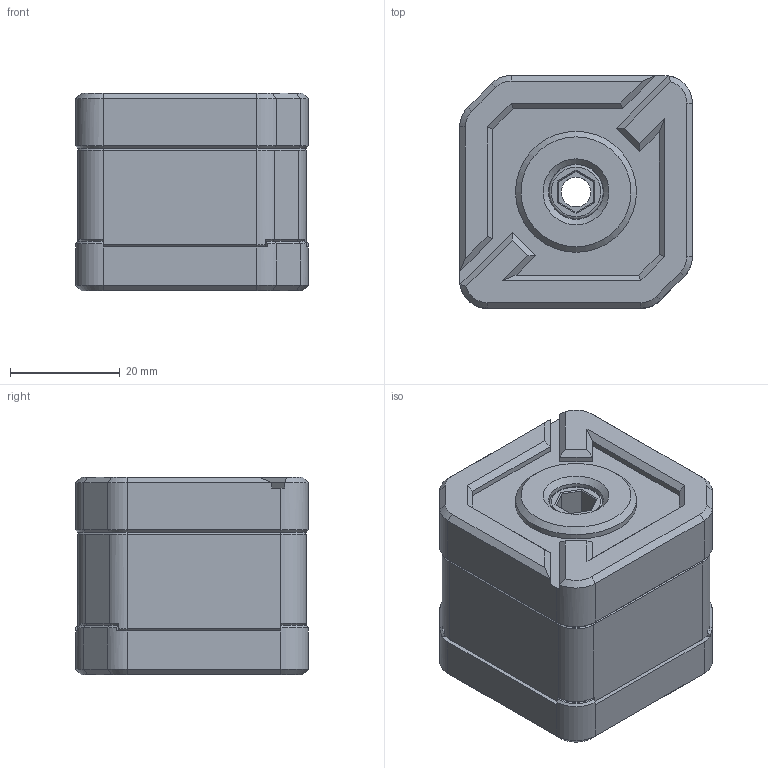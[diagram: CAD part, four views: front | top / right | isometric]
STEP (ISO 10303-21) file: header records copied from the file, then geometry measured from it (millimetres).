
FILE_DESCRIPTION(/* description */ ('STEP AP242','CAx-IF Rec.Pracs.---Representation and Presentation of Product Manufacturing Information (PMI)---4.0---2014-10-13','CAx-IF Rec.Pracs.---3D Tessellated Geometry---0.4---2014-09-14','2;1'),/* implementation_level */ '2;1');
FILE_NAME(/* name */ '6224d69874fa144b7861a8c9',/* time_stamp */ '2022-03-06T15:43:23+00:00',/* author */ (''),/* organization */ (''),/* preprocessor_version */ 'ST-DEVELOPER v18.101',/* originating_system */ ' ',/* authorisation */ ' ');
FILE_SCHEMA (('AP242_MANAGED_MODEL_BASED_3D_ENGINEERING_MIM_LF { 1 0 10303 442 1 1 4 }'));
Length unit declared in the file: metre
Products named in the file (7): Rotor_10fins; Case_Bottom; Case_Middle; Case_Top; Rotor_12fins; Rotor_9fins; Rotor_8fins
Bounding box: 42.3 x 42.3 x 36 mm (x, y, z)
Surface area: 43262 mm2
Topology: 7 solids, 7 shells, 999 faces, 2437 edges, 1464 vertices
Faces by surface type: cylinder 299, bspline 273, plane 258, cone 86, torus 83
Full cylindrical faces by diameter (mm): 2.7 x2, 3.4 x4, 5.4 x4, 6.4 x2, 9.8 x4, 10 x2, 22 x1
Entity records: 33666 total; most frequent: CARTESIAN_POINT 12095, ORIENTED_EDGE 4738, DIRECTION 4110, EDGE_CURVE 2369, AXIS2_PLACEMENT_3D 1628, VERTEX_POINT 1442, EDGE_LOOP 1079, FACE_BOUND 1079
